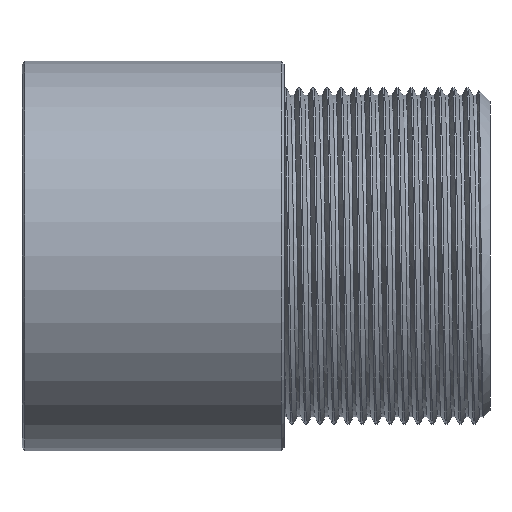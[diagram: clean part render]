
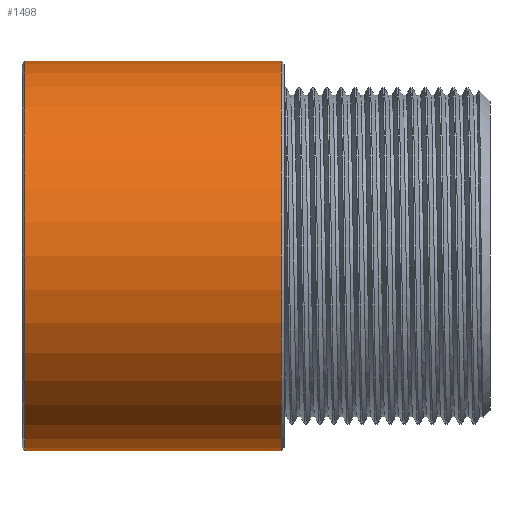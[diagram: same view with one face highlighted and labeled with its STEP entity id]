
A CAD part, front view. The second image highlights one B-rep face of the part: STEP entity #1498.
In plain terms, the highlighted cylindrical face has radius 20.8 mm (diameter 41.6 mm), a partial arc.
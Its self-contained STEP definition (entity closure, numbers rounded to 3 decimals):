
#97 = VECTOR ( 'NONE', #6029, 1000. ) ;
#207 = VERTEX_POINT ( 'NONE', #5025 ) ;
#307 = CARTESIAN_POINT ( 'NONE',  ( 27.7, 0., -20.8 ) ) ;
#423 = FACE_OUTER_BOUND ( 'NONE', #2966, .T. ) ;
#499 = CARTESIAN_POINT ( 'NONE',  ( 27.7, 0., 0. ) ) ;
#748 = DIRECTION ( 'NONE',  ( -1., 0., 0. ) ) ;
#855 = EDGE_CURVE ( 'NONE', #5491, #207, #2697, .T. ) ;
#1223 = CARTESIAN_POINT ( 'NONE',  ( 0.3, 0., -20.8 ) ) ;
#1498 = ADVANCED_FACE ( 'NONE', ( #423 ), #3413, .T. ) ;
#1804 = VECTOR ( 'NONE', #5416, 1000. ) ;
#1819 = DIRECTION ( 'NONE',  ( 0., 0., 1. ) ) ;
#2026 = EDGE_CURVE ( 'NONE', #5994, #5540, #2142, .T. ) ;
#2142 = LINE ( 'NONE', #4682, #97 ) ;
#2332 = ORIENTED_EDGE ( 'NONE', *, *, #4793, .T. ) ;
#2697 = LINE ( 'NONE', #5312, #1804 ) ;
#2715 = DIRECTION ( 'NONE',  ( 1., 0., 0. ) ) ;
#2966 = EDGE_LOOP ( 'NONE', ( #5047, #3820, #3064, #2332 ) ) ;
#3064 = ORIENTED_EDGE ( 'NONE', *, *, #855, .T. ) ;
#3178 = DIRECTION ( 'NONE',  ( 0., 0., 1. ) ) ;
#3413 = CYLINDRICAL_SURFACE ( 'NONE', #5422, 20.8 ) ;
#3820 = ORIENTED_EDGE ( 'NONE', *, *, #4110, .T. ) ;
#3857 = CIRCLE ( 'NONE', #5429, 20.8 ) ;
#4110 = EDGE_CURVE ( 'NONE', #5994, #5491, #3857, .T. ) ;
#4682 = CARTESIAN_POINT ( 'NONE',  ( -31.707, 0., -20.8 ) ) ;
#4721 = CIRCLE ( 'NONE', #5940, 20.8 ) ;
#4793 = EDGE_CURVE ( 'NONE', #207, #5540, #4721, .T. ) ;
#5025 = CARTESIAN_POINT ( 'NONE',  ( 0.3, 0., 20.8 ) ) ;
#5047 = ORIENTED_EDGE ( 'NONE', *, *, #2026, .F. ) ;
#5227 = CARTESIAN_POINT ( 'NONE',  ( 0.3, 0., 0. ) ) ;
#5312 = CARTESIAN_POINT ( 'NONE',  ( -31.707, 0., 20.8 ) ) ;
#5321 = CARTESIAN_POINT ( 'NONE',  ( 27.7, 0., 20.8 ) ) ;
#5416 = DIRECTION ( 'NONE',  ( -1., 0., 0. ) ) ;
#5422 = AXIS2_PLACEMENT_3D ( 'NONE', #6226, #748, #1819 ) ;
#5429 = AXIS2_PLACEMENT_3D ( 'NONE', #499, #5773, #3178 ) ;
#5491 = VERTEX_POINT ( 'NONE', #5321 ) ;
#5540 = VERTEX_POINT ( 'NONE', #1223 ) ;
#5773 = DIRECTION ( 'NONE',  ( -1., 0., 0. ) ) ;
#5940 = AXIS2_PLACEMENT_3D ( 'NONE', #5227, #2715, #6284 ) ;
#5994 = VERTEX_POINT ( 'NONE', #307 ) ;
#6029 = DIRECTION ( 'NONE',  ( -1., 0., 0. ) ) ;
#6226 = CARTESIAN_POINT ( 'NONE',  ( -31.707, 0., 0. ) ) ;
#6284 = DIRECTION ( 'NONE',  ( 0., 0., -1. ) ) ;
